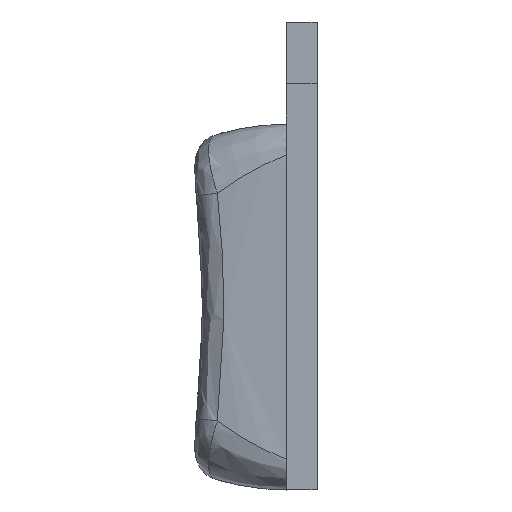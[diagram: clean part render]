
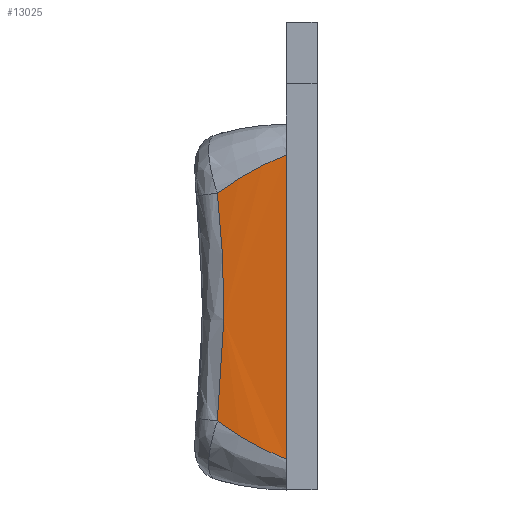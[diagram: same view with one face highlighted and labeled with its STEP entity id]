
A CAD part, left-side view. The second image highlights one B-rep face of the part: STEP entity #13025.
In plain terms, the highlighted cylindrical face has radius 20.743 mm (diameter 41.487 mm), a partial arc.
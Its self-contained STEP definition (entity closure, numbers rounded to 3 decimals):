
#137=CYLINDRICAL_SURFACE('',#13765,20.743);
#536=B_SPLINE_CURVE_WITH_KNOTS('',3,(#27208,#27209,#27210,#27211,#27212,
#27213),.UNSPECIFIED.,.F.,.F.,(4,2,4),(0.,0.,0.256),
 .UNSPECIFIED.);
#537=B_SPLINE_CURVE_WITH_KNOTS('',3,(#27215,#27216,#27217,#27218),
 .UNSPECIFIED.,.F.,.F.,(4,4),(0.256,0.385),
 .UNSPECIFIED.);
#540=B_SPLINE_CURVE_WITH_KNOTS('',3,(#27234,#27235,#27236,#27237),
 .UNSPECIFIED.,.F.,.F.,(4,4),(0.033,0.162),
 .UNSPECIFIED.);
#541=B_SPLINE_CURVE_WITH_KNOTS('',3,(#27238,#27239,#27240,#27241),
 .UNSPECIFIED.,.F.,.F.,(4,4),(-1.116,0.),.UNSPECIFIED.);
#542=B_SPLINE_CURVE_WITH_KNOTS('',3,(#27242,#27243,#27244,#27245,#27246,
#27247),.UNSPECIFIED.,.F.,.F.,(4,2,4),(0.162,0.418,
0.418),.UNSPECIFIED.);
#1519=FACE_OUTER_BOUND('',#2245,.T.);
#2245=EDGE_LOOP('',(#11771,#11772,#11773,#11774,#11775,#11776));
#3361=LINE('',#26478,#4703);
#4703=VECTOR('',#16070,10.);
#5952=VERTEX_POINT('',#26464);
#5953=VERTEX_POINT('',#26477);
#6123=VERTEX_POINT('',#27207);
#6124=VERTEX_POINT('',#27214);
#6126=VERTEX_POINT('',#27232);
#6127=VERTEX_POINT('',#27233);
#7740=EDGE_CURVE('',#5952,#5953,#3361,.T.);
#8013=EDGE_CURVE('',#5953,#6123,#536,.T.);
#8014=EDGE_CURVE('',#6123,#6124,#537,.T.);
#8017=EDGE_CURVE('',#6126,#6127,#540,.T.);
#8018=EDGE_CURVE('',#6124,#6126,#541,.T.);
#8019=EDGE_CURVE('',#6127,#5952,#542,.T.);
#11771=ORIENTED_EDGE('',*,*,#8017,.F.);
#11772=ORIENTED_EDGE('',*,*,#8018,.F.);
#11773=ORIENTED_EDGE('',*,*,#8014,.F.);
#11774=ORIENTED_EDGE('',*,*,#8013,.F.);
#11775=ORIENTED_EDGE('',*,*,#7740,.F.);
#11776=ORIENTED_EDGE('',*,*,#8019,.F.);
#13025=ADVANCED_FACE('',(#1519),#137,.T.);
#13765=AXIS2_PLACEMENT_3D('',#27231,#16544,#16545);
#16070=DIRECTION('',(0.,0.,-1.));
#16544=DIRECTION('center_axis',(0.,0.,1.));
#16545=DIRECTION('ref_axis',(-0.92,0.391,0.));
#26464=CARTESIAN_POINT('',(-8.95,3.5,7.45));
#26477=CARTESIAN_POINT('',(-8.95,3.5,-7.45));
#26478=CARTESIAN_POINT('',(-8.95,3.5,0.));
#27207=CARTESIAN_POINT('',(-8.822,5.8,-6.305));
#27208=CARTESIAN_POINT('Ctrl Pts',(-8.95,3.5,-7.45));
#27209=CARTESIAN_POINT('Ctrl Pts',(-8.95,3.5,-7.45));
#27210=CARTESIAN_POINT('Ctrl Pts',(-8.95,3.5,-7.45));
#27211=CARTESIAN_POINT('Ctrl Pts',(-8.95,4.291,-7.144));
#27212=CARTESIAN_POINT('Ctrl Pts',(-8.904,5.065,-6.758));
#27213=CARTESIAN_POINT('Ctrl Pts',(-8.822,5.8,-6.306));
#27214=CARTESIAN_POINT('',(-8.672,6.882,-5.571));
#27215=CARTESIAN_POINT('Ctrl Pts',(-8.822,5.8,-6.306));
#27216=CARTESIAN_POINT('Ctrl Pts',(-8.78,6.171,-6.077));
#27217=CARTESIAN_POINT('Ctrl Pts',(-8.73,6.533,-5.832));
#27218=CARTESIAN_POINT('Ctrl Pts',(-8.672,6.882,-5.571));
#27231=CARTESIAN_POINT('Origin',(11.793,3.5,0.));
#27232=CARTESIAN_POINT('',(-8.672,6.882,5.571));
#27233=CARTESIAN_POINT('',(-8.822,5.8,6.305));
#27234=CARTESIAN_POINT('Ctrl Pts',(-8.672,6.882,5.571));
#27235=CARTESIAN_POINT('Ctrl Pts',(-8.73,6.533,5.832));
#27236=CARTESIAN_POINT('Ctrl Pts',(-8.78,6.171,6.077));
#27237=CARTESIAN_POINT('Ctrl Pts',(-8.822,5.8,6.306));
#27238=CARTESIAN_POINT('Ctrl Pts',(-8.672,6.882,-5.571));
#27239=CARTESIAN_POINT('Ctrl Pts',(-8.743,6.456,-1.872));
#27240=CARTESIAN_POINT('Ctrl Pts',(-8.743,6.456,1.872));
#27241=CARTESIAN_POINT('Ctrl Pts',(-8.672,6.882,5.571));
#27242=CARTESIAN_POINT('Ctrl Pts',(-8.822,5.8,6.306));
#27243=CARTESIAN_POINT('Ctrl Pts',(-8.904,5.065,6.758));
#27244=CARTESIAN_POINT('Ctrl Pts',(-8.95,4.291,7.144));
#27245=CARTESIAN_POINT('Ctrl Pts',(-8.95,3.5,7.45));
#27246=CARTESIAN_POINT('Ctrl Pts',(-8.95,3.5,7.45));
#27247=CARTESIAN_POINT('Ctrl Pts',(-8.95,3.5,7.45));
